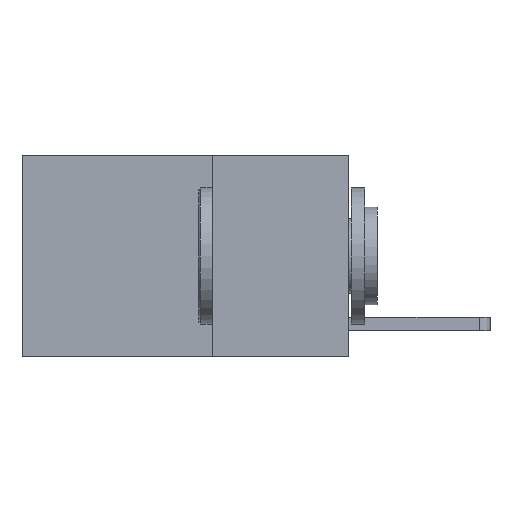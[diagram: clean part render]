
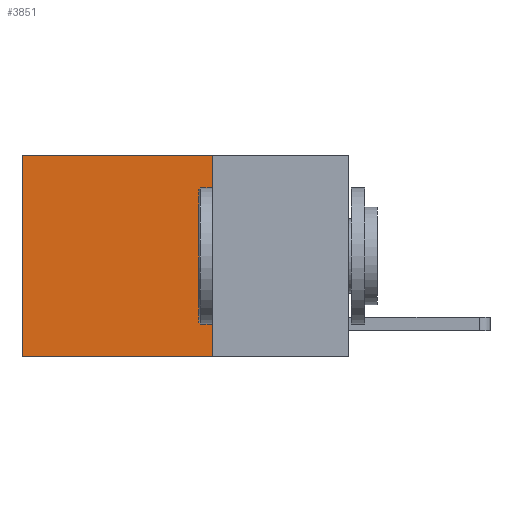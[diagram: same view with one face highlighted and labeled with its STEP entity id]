
A CAD part, left-side view. The second image highlights one B-rep face of the part: STEP entity #3851.
In plain terms, the highlighted planar face has unit normal (-1, 0, 0).
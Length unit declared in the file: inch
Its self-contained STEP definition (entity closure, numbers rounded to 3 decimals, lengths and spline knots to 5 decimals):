
#40 = VERTEX_POINT ( 'NONE', #1509 ) ;
#297 = DIRECTION ( 'NONE',  ( 0., 0., -1. ) ) ;
#769 = AXIS2_PLACEMENT_3D ( 'NONE', #3208, #9172, #4753 ) ;
#825 = ORIENTED_EDGE ( 'NONE', *, *, #3106, .F. ) ;
#875 = VERTEX_POINT ( 'NONE', #3331 ) ;
#904 = VERTEX_POINT ( 'NONE', #1337 ) ;
#1121 = ORIENTED_EDGE ( 'NONE', *, *, #6845, .F. ) ;
#1136 = LINE ( 'NONE', #2594, #1769 ) ;
#1337 = CARTESIAN_POINT ( 'NONE',  ( 0.2625, 0.6, 0. ) ) ;
#1418 = DIRECTION ( 'NONE',  ( 0., 1., 0. ) ) ;
#1509 = CARTESIAN_POINT ( 'NONE',  ( 0.2625, 0.25, -0.37 ) ) ;
#1614 = EDGE_LOOP ( 'NONE', ( #2003, #825, #1121, #3898 ) ) ;
#1769 = VECTOR ( 'NONE', #6985, 39.37008 ) ;
#1815 = CARTESIAN_POINT ( 'NONE',  ( 0.2625, 0.6, 0. ) ) ;
#2003 = ORIENTED_EDGE ( 'NONE', *, *, #3069, .T. ) ;
#2063 = EDGE_CURVE ( 'NONE', #6355, #904, #6573, .T. ) ;
#2575 = PLANE ( 'NONE',  #769 ) ;
#2594 = CARTESIAN_POINT ( 'NONE',  ( 0.2625, 0.25, -0.37 ) ) ;
#3069 = EDGE_CURVE ( 'NONE', #904, #875, #6289, .T. ) ;
#3106 = EDGE_CURVE ( 'NONE', #40, #875, #1136, .T. ) ;
#3208 = CARTESIAN_POINT ( 'NONE',  ( 0.2625, 0.25, 0. ) ) ;
#3255 = VECTOR ( 'NONE', #4849, 39.37008 ) ;
#3331 = CARTESIAN_POINT ( 'NONE',  ( 0.2625, 0.6, -0.37 ) ) ;
#3469 = VECTOR ( 'NONE', #297, 39.37008 ) ;
#3851 = ADVANCED_FACE ( 'NONE', ( #6921 ), #2575, .F. ) ;
#3898 = ORIENTED_EDGE ( 'NONE', *, *, #2063, .T. ) ;
#4753 = DIRECTION ( 'NONE',  ( 0., 0., -1. ) ) ;
#4849 = DIRECTION ( 'NONE',  ( 0., 0., -1. ) ) ;
#5845 = VECTOR ( 'NONE', #1418, 39.37008 ) ;
#6289 = LINE ( 'NONE', #1815, #3469 ) ;
#6355 = VERTEX_POINT ( 'NONE', #6888 ) ;
#6573 = LINE ( 'NONE', #8094, #5845 ) ;
#6845 = EDGE_CURVE ( 'NONE', #6355, #40, #7797, .T. ) ;
#6888 = CARTESIAN_POINT ( 'NONE',  ( 0.2625, 0.25, 0. ) ) ;
#6921 = FACE_OUTER_BOUND ( 'NONE', #1614, .T. ) ;
#6985 = DIRECTION ( 'NONE',  ( 0., 1., 0. ) ) ;
#7797 = LINE ( 'NONE', #9320, #3255 ) ;
#8094 = CARTESIAN_POINT ( 'NONE',  ( 0.2625, 0.25, 0. ) ) ;
#9172 = DIRECTION ( 'NONE',  ( 1., 0., 0. ) ) ;
#9320 = CARTESIAN_POINT ( 'NONE',  ( 0.2625, 0.25, 0. ) ) ;
